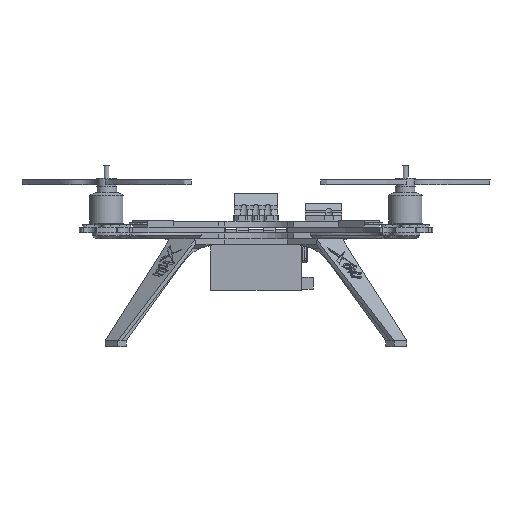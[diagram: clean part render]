
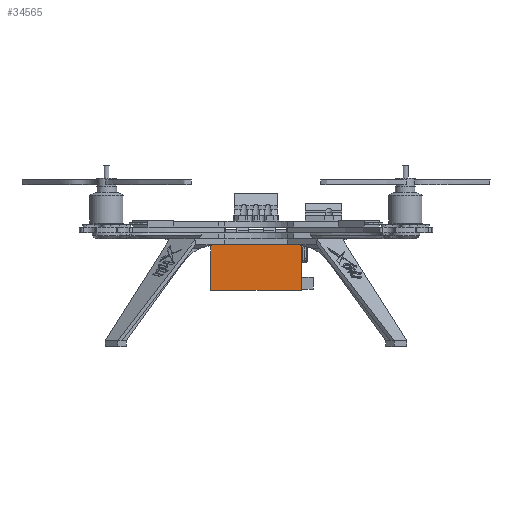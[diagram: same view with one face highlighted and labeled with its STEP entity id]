
A CAD part, left-side view. The second image highlights one B-rep face of the part: STEP entity #34565.
In plain terms, the highlighted planar face has unit normal (-1, 0, 0).
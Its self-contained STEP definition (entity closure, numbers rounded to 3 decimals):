
#1959=PLANE('',#36651);
#3469=FACE_OUTER_BOUND('',#5361,.T.);
#5361=EDGE_LOOP('',(#26593,#26594,#26595,#26596));
#8065=LINE('',#51230,#12112);
#8066=LINE('',#51232,#12113);
#8067=LINE('',#51234,#12114);
#8068=LINE('',#51235,#12115);
#12112=VECTOR('',#40532,10.);
#12113=VECTOR('',#40533,10.);
#12114=VECTOR('',#40534,10.);
#12115=VECTOR('',#40535,10.);
#16477=VERTEX_POINT('',#51228);
#16478=VERTEX_POINT('',#51229);
#16479=VERTEX_POINT('',#51231);
#16480=VERTEX_POINT('',#51233);
#20243=EDGE_CURVE('',#16477,#16478,#8065,.T.);
#20244=EDGE_CURVE('',#16477,#16479,#8066,.T.);
#20245=EDGE_CURVE('',#16480,#16479,#8067,.T.);
#20246=EDGE_CURVE('',#16478,#16480,#8068,.T.);
#26593=ORIENTED_EDGE('',*,*,#20243,.F.);
#26594=ORIENTED_EDGE('',*,*,#20244,.T.);
#26595=ORIENTED_EDGE('',*,*,#20245,.F.);
#26596=ORIENTED_EDGE('',*,*,#20246,.F.);
#34565=ADVANCED_FACE('',(#3469),#1959,.T.);
#36651=AXIS2_PLACEMENT_3D('',#51227,#40530,#40531);
#40530=DIRECTION('center_axis',(-1.,0.,0.));
#40531=DIRECTION('ref_axis',(0.,-1.,0.));
#40532=DIRECTION('',(0.,1.,0.));
#40533=DIRECTION('',(0.,0.,1.));
#40534=DIRECTION('',(0.,-1.,0.));
#40535=DIRECTION('',(0.,0.,1.));
#51227=CARTESIAN_POINT('Origin',(0.,0.,0.));
#51228=CARTESIAN_POINT('',(0.,-38.,0.));
#51229=CARTESIAN_POINT('',(0.,0.,0.));
#51230=CARTESIAN_POINT('',(0.,-38.,0.));
#51231=CARTESIAN_POINT('',(0.,-38.,76.));
#51232=CARTESIAN_POINT('',(0.,-38.,0.));
#51233=CARTESIAN_POINT('',(0.,0.,76.));
#51234=CARTESIAN_POINT('',(0.,-38.,76.));
#51235=CARTESIAN_POINT('',(0.,0.,0.));
